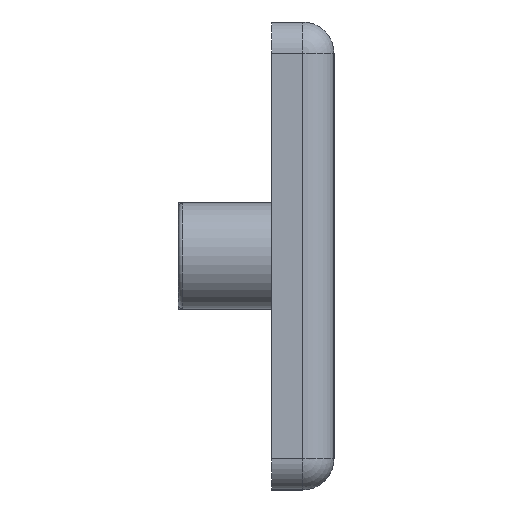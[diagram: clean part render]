
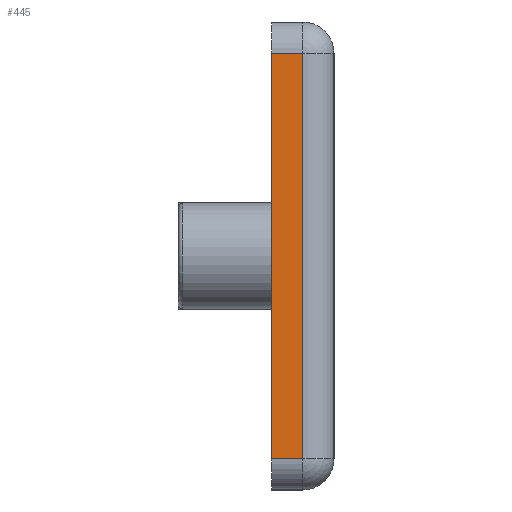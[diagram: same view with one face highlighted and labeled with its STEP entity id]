
A CAD part, left-side view. The second image highlights one B-rep face of the part: STEP entity #445.
In plain terms, the highlighted planar face has unit normal (-1, 0, 0).
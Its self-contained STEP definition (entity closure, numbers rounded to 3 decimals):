
#445 = ADVANCED_FACE ( 'NONE', ( #1198 ), #6359, .F. ) ;
#644 = LINE ( 'NONE', #3144, #2613 ) ;
#801 = EDGE_CURVE ( 'NONE', #4969, #6619, #5428, .T. ) ;
#1160 = DIRECTION ( 'NONE',  ( 1., 0., 0. ) ) ;
#1198 = FACE_OUTER_BOUND ( 'NONE', #1425, .T. ) ;
#1425 = EDGE_LOOP ( 'NONE', ( #4788, #5906, #5346, #2596 ) ) ;
#1539 = CARTESIAN_POINT ( 'NONE',  ( -45., 4., -13. ) ) ;
#1736 = CARTESIAN_POINT ( 'NONE',  ( -45., 2., -13. ) ) ;
#1885 = VERTEX_POINT ( 'NONE', #1539 ) ;
#2253 = EDGE_CURVE ( 'NONE', #1885, #4178, #3712, .T. ) ;
#2596 = ORIENTED_EDGE ( 'NONE', *, *, #2253, .F. ) ;
#2613 = VECTOR ( 'NONE', #6391, 1000. ) ;
#2634 = CARTESIAN_POINT ( 'NONE',  ( -45., 2., -13. ) ) ;
#2895 = DIRECTION ( 'NONE',  ( 0., 0., 1. ) ) ;
#2971 = CARTESIAN_POINT ( 'NONE',  ( -45., 4., -13. ) ) ;
#3040 = EDGE_CURVE ( 'NONE', #1885, #4969, #4715, .T. ) ;
#3136 = AXIS2_PLACEMENT_3D ( 'NONE', #2971, #1160, #6663 ) ;
#3144 = CARTESIAN_POINT ( 'NONE',  ( -45., 4., 13. ) ) ;
#3275 = VECTOR ( 'NONE', #6901, 1000. ) ;
#3712 = LINE ( 'NONE', #6308, #4971 ) ;
#4138 = CARTESIAN_POINT ( 'NONE',  ( -45., 4., 13. ) ) ;
#4178 = VERTEX_POINT ( 'NONE', #4138 ) ;
#4273 = EDGE_CURVE ( 'NONE', #4178, #6619, #644, .T. ) ;
#4715 = LINE ( 'NONE', #6329, #3275 ) ;
#4748 = VECTOR ( 'NONE', #2895, 1000. ) ;
#4788 = ORIENTED_EDGE ( 'NONE', *, *, #3040, .T. ) ;
#4959 = CARTESIAN_POINT ( 'NONE',  ( -45., 2., 13. ) ) ;
#4969 = VERTEX_POINT ( 'NONE', #1736 ) ;
#4971 = VECTOR ( 'NONE', #5227, 1000. ) ;
#5227 = DIRECTION ( 'NONE',  ( 0., 0., 1. ) ) ;
#5346 = ORIENTED_EDGE ( 'NONE', *, *, #4273, .F. ) ;
#5428 = LINE ( 'NONE', #2634, #4748 ) ;
#5906 = ORIENTED_EDGE ( 'NONE', *, *, #801, .T. ) ;
#6308 = CARTESIAN_POINT ( 'NONE',  ( -45., 4., -13. ) ) ;
#6329 = CARTESIAN_POINT ( 'NONE',  ( -45., 4., -13. ) ) ;
#6359 = PLANE ( 'NONE',  #3136 ) ;
#6391 = DIRECTION ( 'NONE',  ( 0., -1., 0. ) ) ;
#6619 = VERTEX_POINT ( 'NONE', #4959 ) ;
#6663 = DIRECTION ( 'NONE',  ( 0., 0., -1. ) ) ;
#6901 = DIRECTION ( 'NONE',  ( 0., -1., 0. ) ) ;
